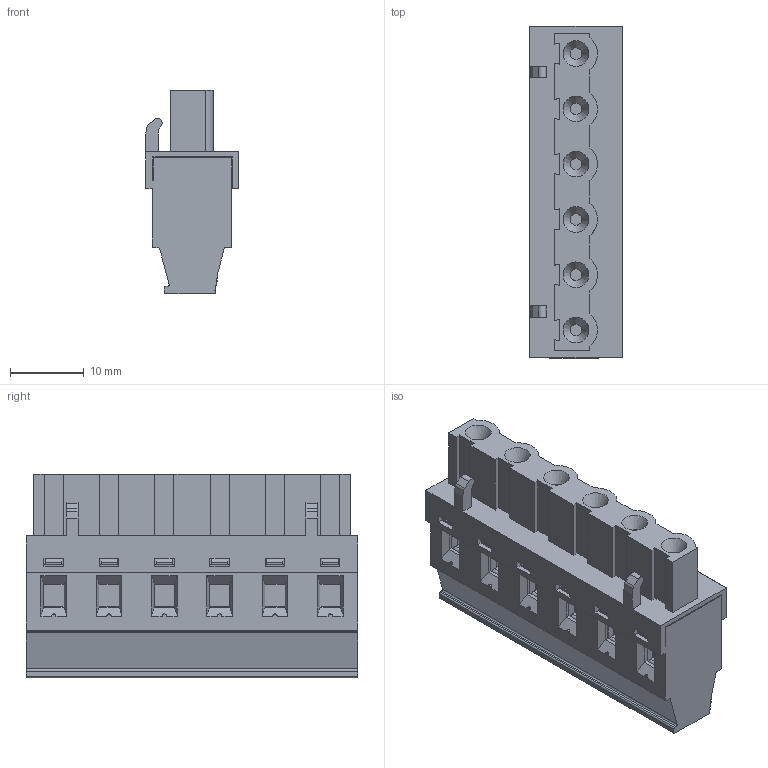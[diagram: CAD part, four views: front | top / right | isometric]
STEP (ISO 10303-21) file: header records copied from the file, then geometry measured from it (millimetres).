
FILE_DESCRIPTION( ( 'STEP AP203' ), '1' );
FILE_NAME( 'SV06-7,5-F.stp', ' ', ( ' ' ), ( ' ' ), 'PSStep 15.0.49', 'VISI 20.0', ' ' );
FILE_SCHEMA( ( 'AUTOMOTIVE_DESIGN { 1 0 10303 214 1 1 1 1 }' ) );
Length unit declared in the file: millimetre
Products named in the file (1): 1
Bounding box: 12.58 x 45 x 27.58 mm (x, y, z)
Volume: 8984.9 mm3; surface area: 8850.5 mm2
Topology: 1 solids, 7 shells, 565 faces, 1596 edges, 1048 vertices
Faces by surface type: plane 495, cylinder 64, cone 6
Full cylindrical faces by diameter (mm): 1.588 x6, 3.97 x6
Entity records: 22381 total; most frequent: CARTESIAN_POINT 3192, ORIENTED_EDGE 3120, DIRECTION 2826, EDGE_CURVE 1560, LINE 1402, VECTOR 1402, VERTEX_POINT 1030, AXIS2_PLACEMENT_3D 712
